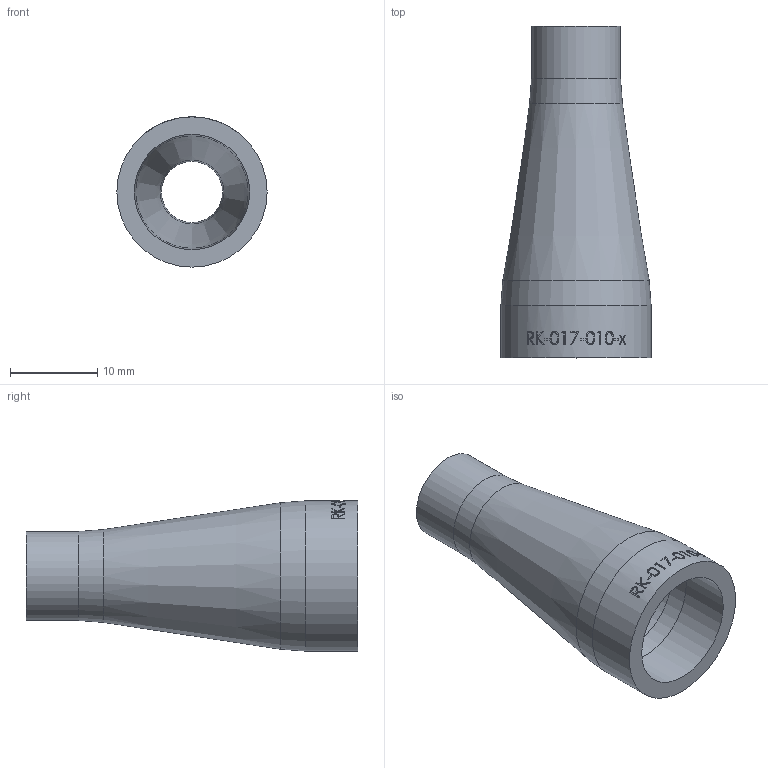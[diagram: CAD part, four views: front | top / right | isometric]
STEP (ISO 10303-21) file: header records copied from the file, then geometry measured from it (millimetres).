
FILE_DESCRIPTION (( 'STEP AP214' ), '1' );
FILE_NAME ('RK-017-010-x Reduzierung 17,2x10,2x2,0x1,6 BL38 1909.STEP', '2019-09-09T09:27:36', ( '' ), ( '' ), 'SwSTEP 2.0', 'SolidWorks 2016', '' );
FILE_SCHEMA (( 'AUTOMOTIVE_DESIGN' ));
Length unit declared in the file: millimetre
Products named in the file (1): RK-017-010-x Reduzierung 17,2x10,2x2,0x1,6 BL38 1909
Bounding box: 17.2 x 38 x 17.2 mm (x, y, z)
Volume: 2616.3 mm3; surface area: 2997 mm2
Topology: 1 solids, 1 shells, 124 faces, 310 edges, 204 vertices
Faces by surface type: bspline 52, plane 46, cylinder 20, torus 4, cone 2
Full cylindrical faces by diameter (mm): 7 x1, 10.2 x1, 13.2 x1, 17.2 x1
Entity records: 8981 total; most frequent: CARTESIAN_POINT 5252, ORIENTED_EDGE 600, DIRECTION 343, EDGE_CURVE 300, VERTEX_POINT 204, B_SPLINE_CURVE_WITH_KNOTS 169, EDGE_LOOP 152, AXIS2_PLACEMENT_3D 139
